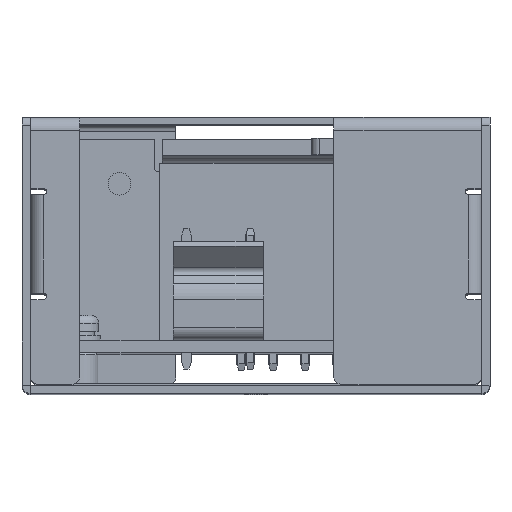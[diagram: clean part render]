
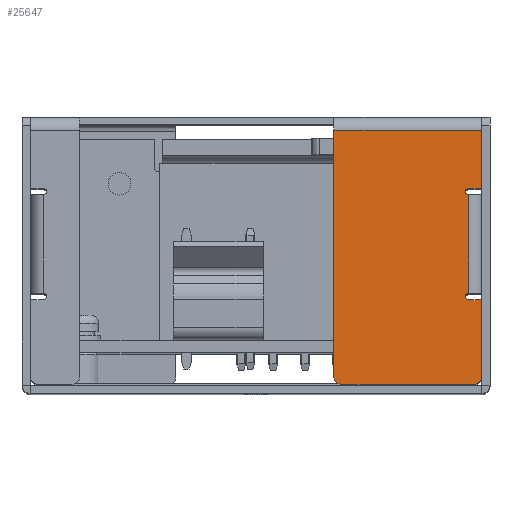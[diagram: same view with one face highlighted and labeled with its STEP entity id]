
A CAD part, top view. The second image highlights one B-rep face of the part: STEP entity #25647.
In plain terms, the highlighted face is planar.
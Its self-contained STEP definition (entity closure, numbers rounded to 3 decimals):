
#21390=CARTESIAN_POINT('',(-10.65,-31.3,-54.35));
#21391=DIRECTION('',(0.,0.,-1.));
#21392=DIRECTION('',(1.,0.,0.));
#21393=AXIS2_PLACEMENT_3D('',#21390,#21391,#21392);
#21395=DIRECTION('',(0.,-1.,0.));
#21396=VECTOR('',#21395,30.5);
#21397=CARTESIAN_POINT('',(-9.65,-0.8,-54.35));
#21398=LINE('',#21397,#21396);
#21399=DIRECTION('',(0.,1.,0.));
#21400=VECTOR('',#21399,7.2);
#21401=CARTESIAN_POINT('',(-27.95,-8.,-54.35));
#21402=LINE('',#21401,#21400);
#21403=DIRECTION('',(1.,0.,0.));
#21404=VECTOR('',#21403,1.6);
#21405=CARTESIAN_POINT('',(-27.95,-8.,-54.35));
#21406=LINE('',#21405,#21404);
#21407=CARTESIAN_POINT('',(-26.35,-8.4,-54.35));
#21408=DIRECTION('',(0.,0.,-1.));
#21409=DIRECTION('',(0.,1.,0.));
#21410=AXIS2_PLACEMENT_3D('',#21407,#21408,#21409);
#21412=CARTESIAN_POINT('',(-26.35,-21.4,-54.35));
#21413=DIRECTION('',(0.,0.,1.));
#21414=DIRECTION('',(0.,-1.,0.));
#21415=AXIS2_PLACEMENT_3D('',#21412,#21413,#21414);
#21417=DIRECTION('',(1.,0.,0.));
#21418=VECTOR('',#21417,1.6);
#21419=CARTESIAN_POINT('',(-27.95,-21.8,-54.35));
#21420=LINE('',#21419,#21418);
#21421=DIRECTION('',(0.,1.,0.));
#21422=VECTOR('',#21421,9.5);
#21423=CARTESIAN_POINT('',(-27.95,-31.3,-54.35));
#21424=LINE('',#21423,#21422);
#21425=CARTESIAN_POINT('',(-26.95,-31.3,-54.35));
#21426=DIRECTION('',(0.,0.,-1.));
#21427=DIRECTION('',(0.,-1.,0.));
#21428=AXIS2_PLACEMENT_3D('',#21425,#21426,#21427);
#21430=DIRECTION('',(-1.,0.,0.));
#21431=VECTOR('',#21430,16.3);
#21432=CARTESIAN_POINT('',(-10.65,-32.3,-54.35));
#21433=LINE('',#21432,#21431);
#21608=DIRECTION('',(0.,-1.,0.));
#21609=VECTOR('',#21608,12.2);
#21610=CARTESIAN_POINT('',(-26.35,-8.8,-54.35));
#21611=LINE('',#21610,#21609);
#21784=DIRECTION('',(1.,0.,0.));
#21785=VECTOR('',#21784,18.3);
#21786=CARTESIAN_POINT('',(-27.95,-0.8,-54.35));
#21787=LINE('',#21786,#21785);
#23148=CARTESIAN_POINT('',(-27.95,-0.8,-54.35));
#23150=VERTEX_POINT('',#23148);
#23373=CARTESIAN_POINT('',(-9.65,-0.8,-54.35));
#23375=VERTEX_POINT('',#23373);
#23532=CARTESIAN_POINT('',(-26.35,-8.8,-54.35));
#23533=CARTESIAN_POINT('',(-26.35,-21.,-54.35));
#23534=VERTEX_POINT('',#23532);
#23535=VERTEX_POINT('',#23533);
#23556=CARTESIAN_POINT('',(-26.35,-8.,-54.35));
#23557=VERTEX_POINT('',#23556);
#23558=CARTESIAN_POINT('',(-27.95,-8.,-54.35));
#23559=VERTEX_POINT('',#23558);
#23564=CARTESIAN_POINT('',(-26.35,-21.8,-54.35));
#23565=VERTEX_POINT('',#23564);
#23566=CARTESIAN_POINT('',(-27.95,-21.8,-54.35));
#23567=VERTEX_POINT('',#23566);
#23776=CARTESIAN_POINT('',(-9.65,-31.3,-54.35));
#23777=VERTEX_POINT('',#23776);
#23778=CARTESIAN_POINT('',(-10.65,-32.3,-54.35));
#23779=VERTEX_POINT('',#23778);
#23780=CARTESIAN_POINT('',(-26.95,-32.3,-54.35));
#23781=CARTESIAN_POINT('',(-27.95,-31.3,-54.35));
#23782=VERTEX_POINT('',#23780);
#23783=VERTEX_POINT('',#23781);
#25616=CARTESIAN_POINT('',(27.95,0.8,-54.35));
#25617=DIRECTION('',(0.,0.,-1.));
#25618=DIRECTION('',(1.,0.,0.));
#25619=AXIS2_PLACEMENT_3D('',#25616,#25617,#25618);
#25620=PLANE('',#25619);
#25622=ORIENTED_EDGE('',*,*,#25621,.F.);
#25624=ORIENTED_EDGE('',*,*,#25623,.F.);
#25626=ORIENTED_EDGE('',*,*,#25625,.F.);
#25628=ORIENTED_EDGE('',*,*,#25627,.F.);
#25630=ORIENTED_EDGE('',*,*,#25629,.T.);
#25632=ORIENTED_EDGE('',*,*,#25631,.T.);
#25634=ORIENTED_EDGE('',*,*,#25633,.T.);
#25636=ORIENTED_EDGE('',*,*,#25635,.F.);
#25638=ORIENTED_EDGE('',*,*,#25637,.F.);
#25640=ORIENTED_EDGE('',*,*,#25639,.F.);
#25642=ORIENTED_EDGE('',*,*,#25641,.F.);
#25644=ORIENTED_EDGE('',*,*,#25643,.F.);
#25645=EDGE_LOOP('',(#25622,#25624,#25626,#25628,#25630,#25632,#25634,#25636,
#25638,#25640,#25642,#25644));
#25646=FACE_OUTER_BOUND('',#25645,.F.);
#21394=CIRCLE('',#21393,1.);
#21411=CIRCLE('',#21410,0.4);
#21416=CIRCLE('',#21415,0.4);
#21429=CIRCLE('',#21428,1.);
#25621=EDGE_CURVE('',#23777,#23779,#21394,.T.);
#25623=EDGE_CURVE('',#23375,#23777,#21398,.T.);
#25625=EDGE_CURVE('',#23150,#23375,#21787,.T.);
#25627=EDGE_CURVE('',#23559,#23150,#21402,.T.);
#25629=EDGE_CURVE('',#23559,#23557,#21406,.T.);
#25631=EDGE_CURVE('',#23557,#23534,#21411,.T.);
#25633=EDGE_CURVE('',#23534,#23535,#21611,.T.);
#25635=EDGE_CURVE('',#23565,#23535,#21416,.T.);
#25637=EDGE_CURVE('',#23567,#23565,#21420,.T.);
#25639=EDGE_CURVE('',#23783,#23567,#21424,.T.);
#25641=EDGE_CURVE('',#23782,#23783,#21429,.T.);
#25643=EDGE_CURVE('',#23779,#23782,#21433,.T.);
#25647=ADVANCED_FACE('',(#25646),#25620,.T.);
